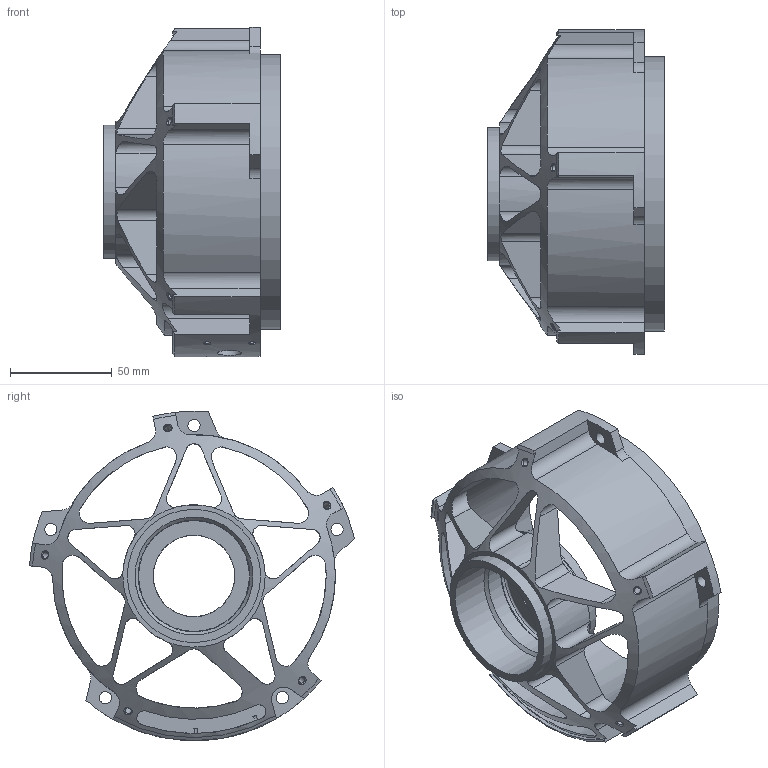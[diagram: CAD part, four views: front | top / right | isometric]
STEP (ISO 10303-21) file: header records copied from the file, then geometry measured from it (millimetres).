
FILE_DESCRIPTION(/* description */ (''),/* implementation_level */ '2;1');
FILE_NAME(/* name */ 'var6.stp',/* time_stamp */ '2019-04-29T10:56:00+03:00',/* author */ ('igoro'),/* organization */ (''),/* preprocessor_version */ 'ST-DEVELOPER v17',/* originating_system */ 'Autodesk Inventor 2019',/* authorisation */ '');
FILE_SCHEMA (('AUTOMOTIVE_DESIGN { 1 0 10303 214 3 1 1 }'));
Length unit declared in the file: millimetre
Products named in the file (1): Part1
Bounding box: 87 x 159.76 x 161.98 mm (x, y, z)
Volume: 224328.9 mm3; surface area: 99167 mm2
Topology: 1 solids, 1 shells, 175 faces, 571 edges, 390 vertices
Faces by surface type: cylinder 84, plane 53, cone 31, torus 7
Full cylindrical faces by diameter (mm): 2.459 x4, 3.242 x5, 6 x5, 6.2 x1, 12 x1, 40 x1, 55 x1, 56.5 x1, 58 x1, 65.5 x1, 70 x1, 130 x1, 135 x1
Entity records: 8001 total; most frequent: CARTESIAN_POINT 3055, ORIENTED_EDGE 1138, DIRECTION 931, EDGE_CURVE 569, VERTEX_POINT 390, AXIS2_PLACEMENT_3D 377, EDGE_LOOP 211, CIRCLE 201
